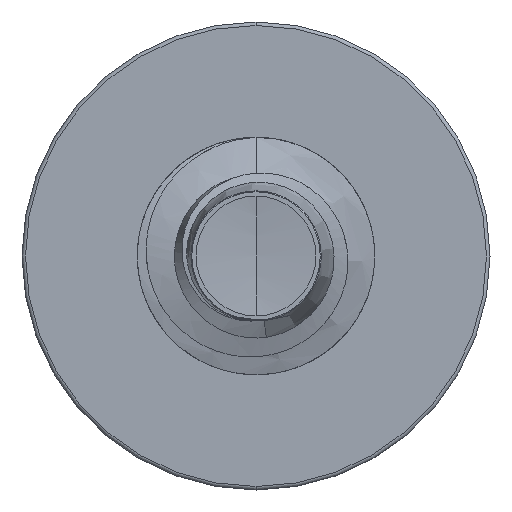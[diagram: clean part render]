
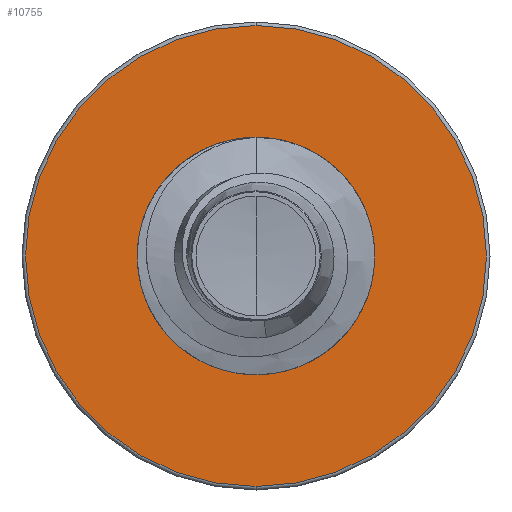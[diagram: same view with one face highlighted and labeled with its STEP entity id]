
A CAD part, front view. The second image highlights one B-rep face of the part: STEP entity #10755.
In plain terms, the highlighted planar face has unit normal (0, -1, 0).
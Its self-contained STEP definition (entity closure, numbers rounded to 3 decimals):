
#544 = AXIS2_PLACEMENT_3D ( 'NONE', #12212, #11875, #11994 ) ;
#850 = DIRECTION ( 'NONE',  ( 0., 0., 1. ) ) ;
#866 = DIRECTION ( 'NONE',  ( 0., 1., 0. ) ) ;
#871 = CARTESIAN_POINT ( 'NONE',  ( 0., 12.5, 0. ) ) ;
#986 = EDGE_LOOP ( 'NONE', ( #11788, #12284 ) ) ;
#1266 = CIRCLE ( 'NONE', #3604, 1.722 ) ;
#1319 = VERTEX_POINT ( 'NONE', #7757 ) ;
#3046 = ORIENTED_EDGE ( 'NONE', *, *, #9867, .T. ) ;
#3106 = DIRECTION ( 'NONE',  ( 0., 0., 1. ) ) ;
#3114 = DIRECTION ( 'NONE',  ( 0., 1., 0. ) ) ;
#3133 = CARTESIAN_POINT ( 'NONE',  ( 0., 12.5, 0. ) ) ;
#3398 = DIRECTION ( 'NONE',  ( 0., 0., 1. ) ) ;
#3400 = DIRECTION ( 'NONE',  ( 0., 1., 0. ) ) ;
#3421 = CARTESIAN_POINT ( 'NONE',  ( 0., 12.5, 0. ) ) ;
#3604 = AXIS2_PLACEMENT_3D ( 'NONE', #3421, #3400, #3398 ) ;
#3960 = AXIS2_PLACEMENT_3D ( 'NONE', #871, #866, #850 ) ;
#4301 = FACE_BOUND ( 'NONE', #15794, .T. ) ;
#5173 = EDGE_CURVE ( 'NONE', #13379, #8573, #1266, .T. ) ;
#5336 = CARTESIAN_POINT ( 'NONE',  ( 0., 12.5, 0. ) ) ;
#6458 = CARTESIAN_POINT ( 'NONE',  ( 0., 12.5, 1.722 ) ) ;
#6770 = DIRECTION ( 'NONE',  ( 0., 0., 1. ) ) ;
#7513 = CARTESIAN_POINT ( 'NONE',  ( 0., 12.5, 3.398 ) ) ;
#7757 = CARTESIAN_POINT ( 'NONE',  ( 0., 12.5, -3.397 ) ) ;
#8198 = VERTEX_POINT ( 'NONE', #7513 ) ;
#8573 = VERTEX_POINT ( 'NONE', #6458 ) ;
#8943 = ORIENTED_EDGE ( 'NONE', *, *, #5173, .T. ) ;
#9608 = CIRCLE ( 'NONE', #10233, 3.398 ) ;
#9867 = EDGE_CURVE ( 'NONE', #8573, #13379, #10679, .T. ) ;
#10233 = AXIS2_PLACEMENT_3D ( 'NONE', #3133, #3114, #3106 ) ;
#10679 = CIRCLE ( 'NONE', #3960, 1.722 ) ;
#10755 = ADVANCED_FACE ( 'NONE', ( #14309, #4301 ), #11928, .F. ) ;
#11311 = CARTESIAN_POINT ( 'NONE',  ( 0., 12.5, -1.722 ) ) ;
#11605 = AXIS2_PLACEMENT_3D ( 'NONE', #5336, #14094, #6770 ) ;
#11788 = ORIENTED_EDGE ( 'NONE', *, *, #11893, .F. ) ;
#11875 = DIRECTION ( 'NONE',  ( 0., 1., 0. ) ) ;
#11893 = EDGE_CURVE ( 'NONE', #8198, #1319, #9608, .T. ) ;
#11928 = PLANE ( 'NONE',  #544 ) ;
#11994 = DIRECTION ( 'NONE',  ( 0., 0., 1. ) ) ;
#12212 = CARTESIAN_POINT ( 'NONE',  ( 0., 12.5, -1.722 ) ) ;
#12284 = ORIENTED_EDGE ( 'NONE', *, *, #13178, .F. ) ;
#13041 = CIRCLE ( 'NONE', #11605, 3.398 ) ;
#13178 = EDGE_CURVE ( 'NONE', #1319, #8198, #13041, .T. ) ;
#13379 = VERTEX_POINT ( 'NONE', #11311 ) ;
#14094 = DIRECTION ( 'NONE',  ( 0., 1., 0. ) ) ;
#14309 = FACE_OUTER_BOUND ( 'NONE', #986, .T. ) ;
#15794 = EDGE_LOOP ( 'NONE', ( #3046, #8943 ) ) ;
